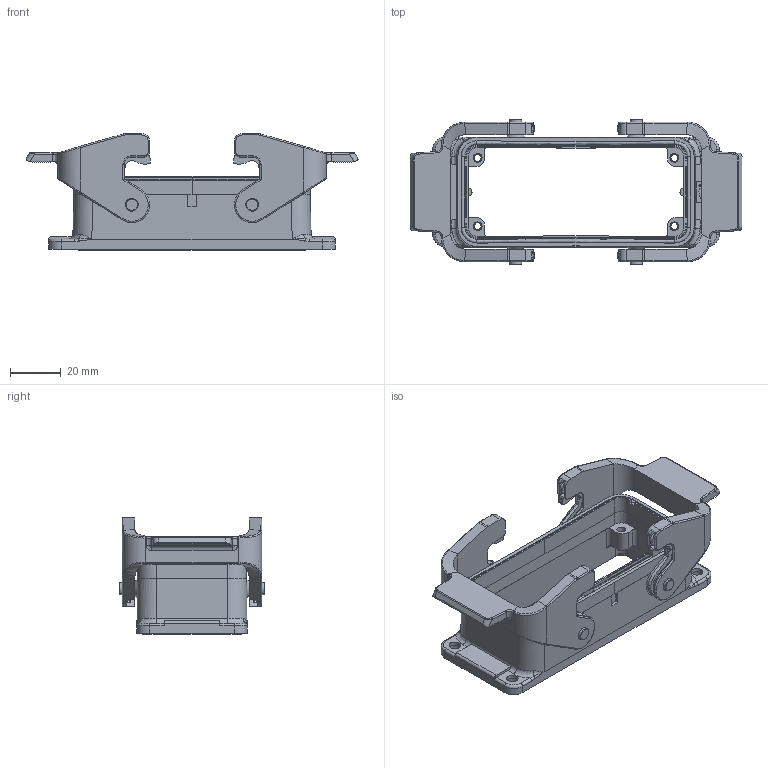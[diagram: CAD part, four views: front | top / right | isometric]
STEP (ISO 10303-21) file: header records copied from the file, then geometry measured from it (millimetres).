
FILE_DESCRIPTION(/* description */ (''),/* implementation_level */ '2;1');
FILE_NAME(/* name */ '100095187ugm000_c.stp',/* time_stamp */ '2017-11-03T10:34:34+01:00',/* author */ (''),/* organization */ (''),/* preprocessor_version */ 'ST-DEVELOPER v16',/* originating_system */ 'SIEMENS PLM Software NX 10.0',/* authorisation */ '');
FILE_SCHEMA (('AUTOMOTIVE_DESIGN { 1 0 10303 214 3 1 1 1 }'));
Products named in the file (1): 100095187ugm000_c
Bounding box: 130.9 x 57.2 x 45.95 mm (x, y, z)
Volume: 49322.7 mm3; surface area: 43414 mm2
Topology: 3 solids, 6 shells, 1612 faces, 4875 edges, 3783 vertices
Faces by surface type: plane 807, cylinder 376, bspline 328, cone 58, torus 28, extrusion 13, sphere 2
Full cylindrical faces by diameter (mm): 0.42 x1, 0.589 x1, 3 x4, 4.5 x4, 4.8 x4, 5.1 x8, 6.2 x4
Entity records: 71925 total; most frequent: CARTESIAN_POINT 19136, ORIENTED_EDGE 8612, DIRECTION 7243, EDGE_CURVE 4306, VERTEX_POINT 2780, VECTOR 2755, LINE 2742, AXIS2_PLACEMENT_3D 2244
